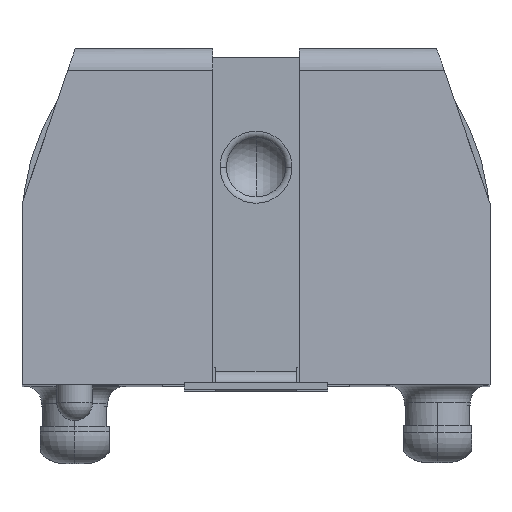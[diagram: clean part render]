
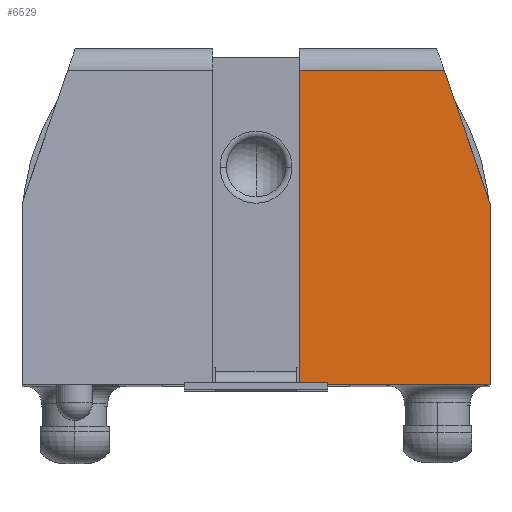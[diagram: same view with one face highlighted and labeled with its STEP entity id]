
A CAD part, top view. The second image highlights one B-rep face of the part: STEP entity #6529.
In plain terms, the highlighted planar face has unit normal (0, 0.018, 1).
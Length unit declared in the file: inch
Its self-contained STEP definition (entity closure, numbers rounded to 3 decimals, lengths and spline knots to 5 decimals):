
#129 = LINE ( 'NONE', #18481, #5551 ) ;
#1048 = CARTESIAN_POINT ( 'NONE',  ( 0.075, 0., 0.88881 ) ) ;
#1055 = LINE ( 'NONE', #16208, #6493 ) ;
#1174 = VECTOR ( 'NONE', #24182, 39.37008 ) ;
#1469 = ORIENTED_EDGE ( 'NONE', *, *, #14535, .F. ) ;
#1917 = DIRECTION ( 'NONE',  ( -1., 0., 0. ) ) ;
#3978 = CARTESIAN_POINT ( 'NONE',  ( 0.4065, -0.068, 0.89 ) ) ;
#4235 = AXIS2_PLACEMENT_3D ( 'NONE', #26105, #12390, #28520 ) ;
#4769 = DIRECTION ( 'NONE',  ( 0.326, -0.945, 0.017 ) ) ;
#4997 = VERTEX_POINT ( 'NONE', #8371 ) ;
#5551 = VECTOR ( 'NONE', #16237, 39.37008 ) ;
#6210 = DIRECTION ( 'NONE',  ( 0., -1., 0.017 ) ) ;
#6493 = VECTOR ( 'NONE', #4769, 39.37008 ) ;
#6529 = ADVANCED_FACE ( 'NONE', ( #7788 ), #12295, .T. ) ;
#7190 = EDGE_CURVE ( 'NONE', #26188, #8100, #129, .T. ) ;
#7788 = FACE_OUTER_BOUND ( 'NONE', #25706, .T. ) ;
#8100 = VERTEX_POINT ( 'NONE', #24256 ) ;
#8371 = CARTESIAN_POINT ( 'NONE',  ( 0.4065, 0., 0.88881 ) ) ;
#8463 = VECTOR ( 'NONE', #6210, 39.37008 ) ;
#8474 = ORIENTED_EDGE ( 'NONE', *, *, #13892, .F. ) ;
#8600 = VERTEX_POINT ( 'NONE', #1048 ) ;
#9028 = EDGE_CURVE ( 'NONE', #26188, #24951, #1055, .T. ) ;
#10398 = CARTESIAN_POINT ( 'NONE',  ( 0.075, -0.068, 0.89 ) ) ;
#12295 = PLANE ( 'NONE',  #4235 ) ;
#12390 = DIRECTION ( 'NONE',  ( 0., 0.017, 1. ) ) ;
#13129 = LINE ( 'NONE', #3978, #8463 ) ;
#13444 = LINE ( 'NONE', #10398, #1174 ) ;
#13892 = EDGE_CURVE ( 'NONE', #24951, #4997, #13129, .T. ) ;
#14535 = EDGE_CURVE ( 'NONE', #8600, #8100, #13444, .T. ) ;
#16208 = CARTESIAN_POINT ( 'NONE',  ( 0.43825, 0.22278, 0.88492 ) ) ;
#16237 = DIRECTION ( 'NONE',  ( -1., 0., 0. ) ) ;
#17356 = EDGE_CURVE ( 'NONE', #4997, #8600, #22551, .T. ) ;
#18022 = CARTESIAN_POINT ( 'NONE',  ( -0.4065, 0., 0.88881 ) ) ;
#18481 = CARTESIAN_POINT ( 'NONE',  ( 0.075, 0.5457, 0.87929 ) ) ;
#19809 = ORIENTED_EDGE ( 'NONE', *, *, #7190, .T. ) ;
#19810 = ORIENTED_EDGE ( 'NONE', *, *, #9028, .F. ) ;
#19848 = CARTESIAN_POINT ( 'NONE',  ( 0.4065, 0.315, 0.88331 ) ) ;
#21972 = CARTESIAN_POINT ( 'NONE',  ( 0.32706, 0.5457, 0.87929 ) ) ;
#22551 = LINE ( 'NONE', #18022, #28705 ) ;
#24182 = DIRECTION ( 'NONE',  ( 0., 1., -0.017 ) ) ;
#24256 = CARTESIAN_POINT ( 'NONE',  ( 0.075, 0.5457, 0.87929 ) ) ;
#24951 = VERTEX_POINT ( 'NONE', #19848 ) ;
#25706 = EDGE_LOOP ( 'NONE', ( #19810, #19809, #1469, #26228, #8474 ) ) ;
#26105 = CARTESIAN_POINT ( 'NONE',  ( -0.4065, -0.068, 0.89 ) ) ;
#26188 = VERTEX_POINT ( 'NONE', #21972 ) ;
#26228 = ORIENTED_EDGE ( 'NONE', *, *, #17356, .F. ) ;
#28520 = DIRECTION ( 'NONE',  ( 0., -1., 0.017 ) ) ;
#28705 = VECTOR ( 'NONE', #1917, 39.37008 ) ;
